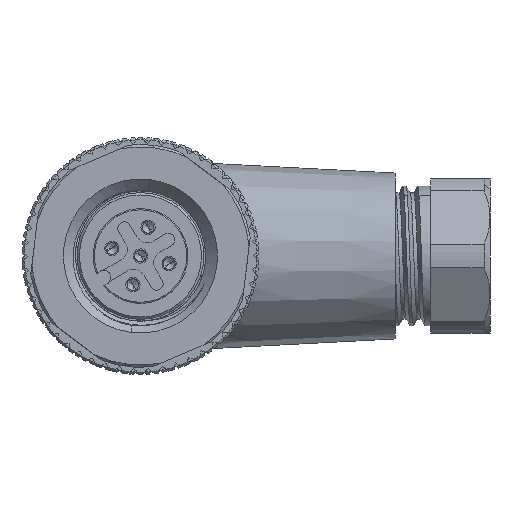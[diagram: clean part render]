
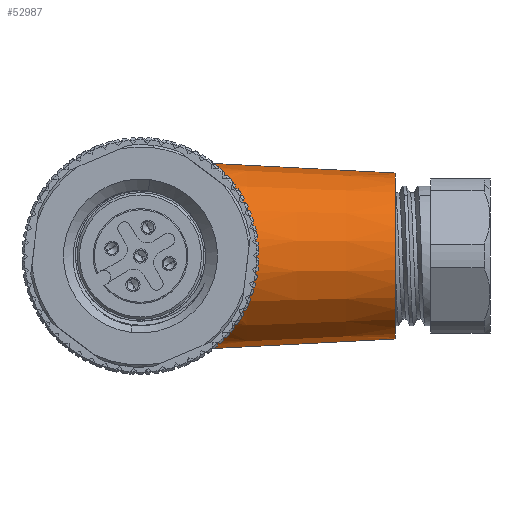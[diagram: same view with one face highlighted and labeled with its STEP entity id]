
A CAD part, left-side view. The second image highlights one B-rep face of the part: STEP entity #52987.
In plain terms, the highlighted conical face has half-angle 3 degrees and reference radius 7 mm.
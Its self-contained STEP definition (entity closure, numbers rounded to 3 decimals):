
#313 = CARTESIAN_POINT ( 'NONE',  ( 7.444, -8.329, 4.05 ) ) ;
#1567 = CARTESIAN_POINT ( 'NONE',  ( 14., -21.5, -7. ) ) ;
#2516 = CARTESIAN_POINT ( 'NONE',  ( 14., -4.857, -7.872 ) ) ;
#2795 = CARTESIAN_POINT ( 'NONE',  ( 11.423, -5.537, -7.417 ) ) ;
#3316 = CARTESIAN_POINT ( 'NONE',  ( 11.428, -5.543, 7.406 ) ) ;
#3463 = VERTEX_POINT ( 'NONE', #26032 ) ;
#3591 = CARTESIAN_POINT ( 'NONE',  ( 6.372, -9.238, 0.542 ) ) ;
#5323 = AXIS2_PLACEMENT_3D ( 'NONE', #12602, #25118, #20760 ) ;
#6083 = CARTESIAN_POINT ( 'NONE',  ( 9.926, -6.439, -6.643 ) ) ;
#6587 = ORIENTED_EDGE ( 'NONE', *, *, #27306, .T. ) ;
#7161 = CARTESIAN_POINT ( 'NONE',  ( 7.209, -8.526, -3.595 ) ) ;
#7356 = EDGE_CURVE ( 'NONE', #47382, #39459, #50914, .T. ) ;
#7961 = CARTESIAN_POINT ( 'NONE',  ( 10.126, -6.301, 6.783 ) ) ;
#8614 = VECTOR ( 'NONE', #43693, 1000. ) ;
#10436 = CARTESIAN_POINT ( 'NONE',  ( 10.542, -6.041, -7.007 ) ) ;
#11206 = EDGE_CURVE ( 'NONE', #47382, #3463, #31424, .T. ) ;
#11397 = AXIS2_PLACEMENT_3D ( 'NONE', #30896, #22986, #14533 ) ;
#11513 = CARTESIAN_POINT ( 'NONE',  ( 12.654, -5.05, -7.75 ) ) ;
#11769 = CARTESIAN_POINT ( 'NONE',  ( 6.803, -8.868, 2.643 ) ) ;
#12602 = CARTESIAN_POINT ( 'NONE',  ( 14., -21.5, 0. ) ) ;
#13243 = VERTEX_POINT ( 'NONE', #14899 ) ;
#13398 = CARTESIAN_POINT ( 'NONE',  ( 14., -21.5, -7. ) ) ;
#14410 = CARTESIAN_POINT ( 'NONE',  ( 14., -4.857, -7.872 ) ) ;
#14531 = ORIENTED_EDGE ( 'NONE', *, *, #11206, .T. ) ;
#14533 = DIRECTION ( 'NONE',  ( 0., 0., 1. ) ) ;
#14899 = CARTESIAN_POINT ( 'NONE',  ( 14., -4.857, 7.872 ) ) ;
#15336 = CARTESIAN_POINT ( 'NONE',  ( 7.582, -8.216, -4.255 ) ) ;
#15364 = CARTESIAN_POINT ( 'NONE',  ( 14., -21.5, 7. ) ) ;
#15596 = CARTESIAN_POINT ( 'NONE',  ( 13.45, -4.883, -7.856 ) ) ;
#15867 = CARTESIAN_POINT ( 'NONE',  ( 9.344, -6.842, 6.237 ) ) ;
#16384 = CARTESIAN_POINT ( 'NONE',  ( 12.916, -4.98, 7.796 ) ) ;
#16819 = VECTOR ( 'NONE', #51726, 1000. ) ;
#16932 = CARTESIAN_POINT ( 'NONE',  ( 13.456, -4.882, 7.857 ) ) ;
#19412 = CARTESIAN_POINT ( 'NONE',  ( 13.726, -4.857, -7.872 ) ) ;
#19668 = CARTESIAN_POINT ( 'NONE',  ( 10.758, -5.911, -7.117 ) ) ;
#19927 = CARTESIAN_POINT ( 'NONE',  ( 6.358, -9.25, -0.546 ) ) ;
#20046 = CONICAL_SURFACE ( 'NONE', #11397, 7., 0.052 ) ;
#20211 = CARTESIAN_POINT ( 'NONE',  ( 8.004, -7.873, 4.879 ) ) ;
#20760 = DIRECTION ( 'NONE',  ( 0., 0., 1. ) ) ;
#22832 = ORIENTED_EDGE ( 'NONE', *, *, #7356, .F. ) ;
#22970 = CARTESIAN_POINT ( 'NONE',  ( 7.997, -7.879, -4.869 ) ) ;
#22986 = DIRECTION ( 'NONE',  ( 0., 1., 0. ) ) ;
#23241 = FACE_OUTER_BOUND ( 'NONE', #27948, .T. ) ;
#23488 = CARTESIAN_POINT ( 'NONE',  ( 12.916, -4.98, -7.795 ) ) ;
#24834 = CARTESIAN_POINT ( 'NONE',  ( 12.656, -5.05, 7.751 ) ) ;
#25092 = CARTESIAN_POINT ( 'NONE',  ( 6.469, -9.154, 1.354 ) ) ;
#25118 = DIRECTION ( 'NONE',  ( 0., 1., 0. ) ) ;
#26032 = CARTESIAN_POINT ( 'NONE',  ( 14., -21.5, 7. ) ) ;
#27306 = EDGE_CURVE ( 'NONE', #3463, #13243, #36062, .T. ) ;
#27856 = CARTESIAN_POINT ( 'NONE',  ( 10.127, -6.305, -6.77 ) ) ;
#27948 = EDGE_LOOP ( 'NONE', ( #22832, #14531, #6587, #32585 ) ) ;
#28128 = CARTESIAN_POINT ( 'NONE',  ( 6.645, -9.004, 2.137 ) ) ;
#30896 = CARTESIAN_POINT ( 'NONE',  ( 14., -21.5, 0. ) ) ;
#31139 = CARTESIAN_POINT ( 'NONE',  ( 8.304, -7.633, -5.243 ) ) ;
#31410 = CARTESIAN_POINT ( 'NONE',  ( 6.633, -9.014, -2.147 ) ) ;
#31424 = CIRCLE ( 'NONE', #5323, 7. ) ;
#32382 = EDGE_CURVE ( 'NONE', #39459, #13243, #41779, .T. ) ;
#32484 = CARTESIAN_POINT ( 'NONE',  ( 7.2, -8.533, 3.607 ) ) ;
#32585 = ORIENTED_EDGE ( 'NONE', *, *, #32382, .F. ) ;
#32745 = CARTESIAN_POINT ( 'NONE',  ( 6.428, -9.19, 1.087 ) ) ;
#36033 = CARTESIAN_POINT ( 'NONE',  ( 11.89, -5.309, -7.578 ) ) ;
#36062 = LINE ( 'NONE', #15364, #8614 ) ;
#36287 = CARTESIAN_POINT ( 'NONE',  ( 7.096, -8.621, -3.362 ) ) ;
#36555 = CARTESIAN_POINT ( 'NONE',  ( 14., -4.857, 7.872 ) ) ;
#36837 = CARTESIAN_POINT ( 'NONE',  ( 10.538, -6.034, 7.018 ) ) ;
#39459 = VERTEX_POINT ( 'NONE', #14410 ) ;
#40646 = CARTESIAN_POINT ( 'NONE',  ( 11.903, -5.322, 7.567 ) ) ;
#40915 = CARTESIAN_POINT ( 'NONE',  ( 6.895, -8.79, 2.891 ) ) ;
#41191 = CARTESIAN_POINT ( 'NONE',  ( 6.358, -9.25, 0.268 ) ) ;
#41714 = CARTESIAN_POINT ( 'NONE',  ( 12.15, -5.221, 7.637 ) ) ;
#41779 = B_SPLINE_CURVE_WITH_KNOTS ( 'NONE', 3,
 ( #2516, #19412, #15596, #23488, #11513, #36033, #2795, #19668, #10436, #27856, #6083, #48042, #43925, #31139, #22970, #15336, #44460, #7161, #36287, #52122, #31410, #44990, #19927, #41191, #3591, #32745, #25092, #53465, #28128, #11769, #40915, #32484, #313, #20211, #49101, #44739, #15867, #7961, #36837, #49911, #3316, #40646, #41714, #24834, #16384, #16932, #45551, #36555 ),
 .UNSPECIFIED., .F., .F.,
 ( 4, 2, 2, 2, 2, 2, 2, 2, 2, 2, 2, 2, 2, 2, 2, 2, 2, 2, 2, 2, 2, 2, 2, 4 ),
 ( 0.046, 0.047, 0.047, 0.049, 0.05, 0.051, 0.052, 0.054, 0.055, 0.055, 0.057, 0.059, 0.06, 0.06, 0.061, 0.062, 0.064, 0.065, 0.067, 0.069, 0.069, 0.07, 0.071, 0.072 ),
 .UNSPECIFIED. ) ;
#43693 = DIRECTION ( 'NONE',  ( 0., 0.999, 0.052 ) ) ;
#43925 = CARTESIAN_POINT ( 'NONE',  ( 8.981, -7.112, -5.93 ) ) ;
#44460 = CARTESIAN_POINT ( 'NONE',  ( 7.452, -8.324, -4.042 ) ) ;
#44739 = CARTESIAN_POINT ( 'NONE',  ( 8.982, -7.111, 5.931 ) ) ;
#44990 = CARTESIAN_POINT ( 'NONE',  ( 6.413, -9.202, -1.085 ) ) ;
#45551 = CARTESIAN_POINT ( 'NONE',  ( 13.729, -4.857, 7.872 ) ) ;
#47382 = VERTEX_POINT ( 'NONE', #13398 ) ;
#48042 = CARTESIAN_POINT ( 'NONE',  ( 9.345, -6.842, -6.237 ) ) ;
#49101 = CARTESIAN_POINT ( 'NONE',  ( 8.313, -7.626, 5.252 ) ) ;
#49911 = CARTESIAN_POINT ( 'NONE',  ( 11.2, -5.662, 7.316 ) ) ;
#50914 = LINE ( 'NONE', #1567, #16819 ) ;
#51726 = DIRECTION ( 'NONE',  ( 0., 0.999, -0.052 ) ) ;
#52122 = CARTESIAN_POINT ( 'NONE',  ( 6.792, -8.877, -2.648 ) ) ;
#52987 = ADVANCED_FACE ( 'NONE', ( #23241 ), #20046, .T. ) ;
#53465 = CARTESIAN_POINT ( 'NONE',  ( 6.578, -9.061, 1.879 ) ) ;
